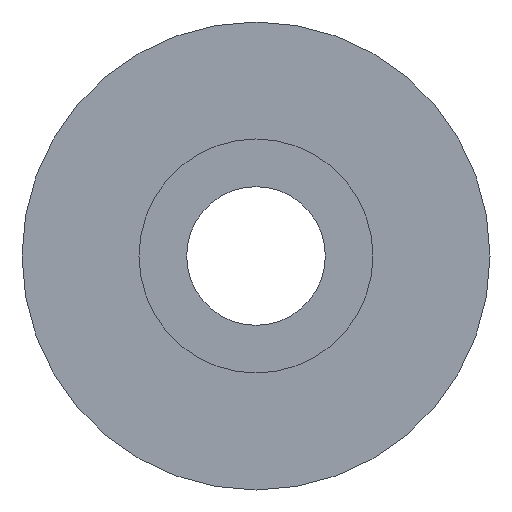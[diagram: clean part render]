
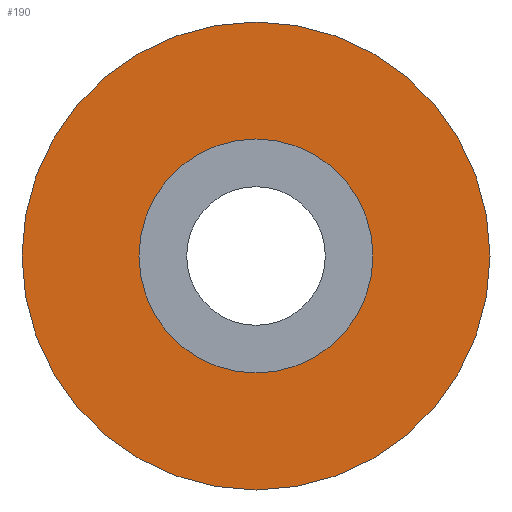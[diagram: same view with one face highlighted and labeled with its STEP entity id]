
A CAD part, left-side view. The second image highlights one B-rep face of the part: STEP entity #190.
In plain terms, the highlighted planar face has unit normal (-1, 0, 0).
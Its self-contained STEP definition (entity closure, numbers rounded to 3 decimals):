
#17=FACE_BOUND('',#39,.T.);
#21=PLANE('',#227);
#27=FACE_OUTER_BOUND('',#38,.T.);
#38=EDGE_LOOP('',(#142,#143));
#39=EDGE_LOOP('',(#144,#145));
#63=CIRCLE('',#225,6.75);
#64=CIRCLE('',#226,6.75);
#65=CIRCLE('',#228,13.5);
#66=CIRCLE('',#229,13.5);
#85=VERTEX_POINT('',#335);
#86=VERTEX_POINT('',#336);
#87=VERTEX_POINT('',#341);
#88=VERTEX_POINT('',#342);
#107=EDGE_CURVE('',#85,#86,#63,.T.);
#108=EDGE_CURVE('',#86,#85,#64,.T.);
#110=EDGE_CURVE('',#87,#88,#65,.T.);
#111=EDGE_CURVE('',#88,#87,#66,.T.);
#142=ORIENTED_EDGE('',*,*,#110,.F.);
#143=ORIENTED_EDGE('',*,*,#111,.F.);
#144=ORIENTED_EDGE('',*,*,#107,.T.);
#145=ORIENTED_EDGE('',*,*,#108,.T.);
#190=ADVANCED_FACE('',(#27,#17),#21,.T.);
#225=AXIS2_PLACEMENT_3D('',#337,#268,#269);
#226=AXIS2_PLACEMENT_3D('',#338,#270,#271);
#227=AXIS2_PLACEMENT_3D('',#340,#273,#274);
#228=AXIS2_PLACEMENT_3D('',#343,#275,#276);
#229=AXIS2_PLACEMENT_3D('',#344,#277,#278);
#268=DIRECTION('center_axis',(1.,0.,0.));
#269=DIRECTION('ref_axis',(0.,0.,-1.));
#270=DIRECTION('center_axis',(1.,0.,0.));
#271=DIRECTION('ref_axis',(0.,0.,-1.));
#273=DIRECTION('center_axis',(-1.,0.,0.));
#274=DIRECTION('ref_axis',(0.,0.,1.));
#275=DIRECTION('center_axis',(1.,0.,0.));
#276=DIRECTION('ref_axis',(0.,0.,-1.));
#277=DIRECTION('center_axis',(1.,0.,0.));
#278=DIRECTION('ref_axis',(0.,0.,-1.));
#335=CARTESIAN_POINT('',(-5.5,6.75,0.));
#336=CARTESIAN_POINT('',(-5.5,-6.75,0.));
#337=CARTESIAN_POINT('Origin',(-5.5,0.,0.));
#338=CARTESIAN_POINT('Origin',(-5.5,0.,0.));
#340=CARTESIAN_POINT('Origin',(-5.5,13.5,0.));
#341=CARTESIAN_POINT('',(-5.5,13.5,0.));
#342=CARTESIAN_POINT('',(-5.5,-13.5,0.));
#343=CARTESIAN_POINT('Origin',(-5.5,0.,0.));
#344=CARTESIAN_POINT('Origin',(-5.5,0.,0.));
